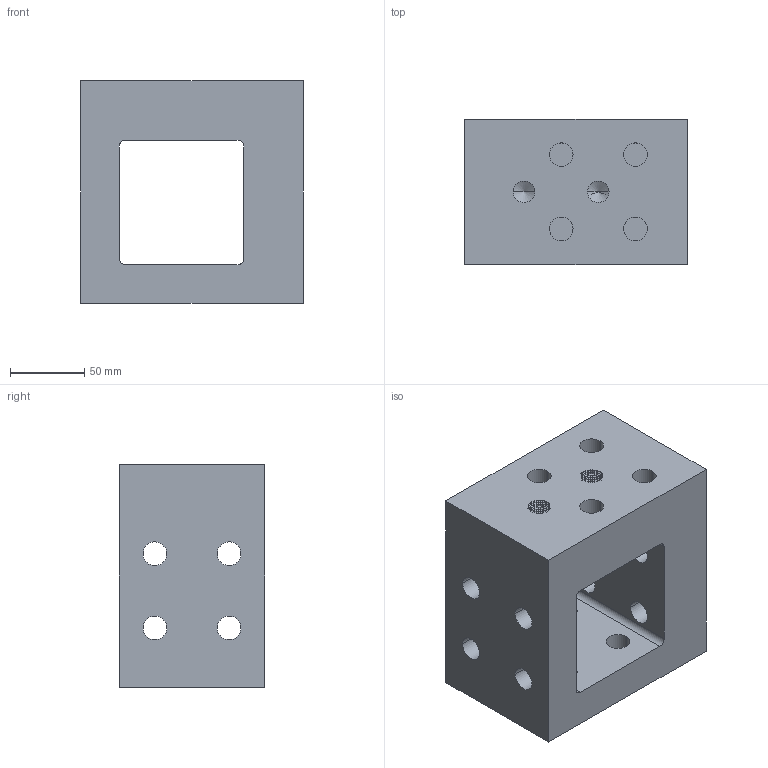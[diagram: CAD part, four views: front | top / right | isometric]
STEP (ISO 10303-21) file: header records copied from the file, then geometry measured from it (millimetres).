
FILE_DESCRIPTION(('STEP AP214'),'1');
FILE_NAME(' ',' ',('TraceParts'),('TraceParts S.A.'),'XStep 1.0',' ',' ');
FILE_SCHEMA(('automotive_design'));
Length unit declared in the file: millimetre
Products named in the file (1): 1
Bounding box: 150 x 98 x 150 mm (x, y, z)
Volume: 1384510.2 mm3; surface area: 152181.3 mm2
Topology: 1 solids, 1 shells, 768 faces, 1582 edges, 813 vertices
Faces by surface type: cone 290, torus 280, cylinder 186, plane 12
Entity records: 38021 total; most frequent: DIRECTION 4182, STYLED_ITEM 3154, PRESENTATION_STYLE_ASSIGNMENT 3154, CARTESIAN_POINT 3154, COLOUR_RGB 3154, ORIENTED_EDGE 3144, AXIS2_PLACEMENT_3D 1841, EDGE_CURVE 1572
